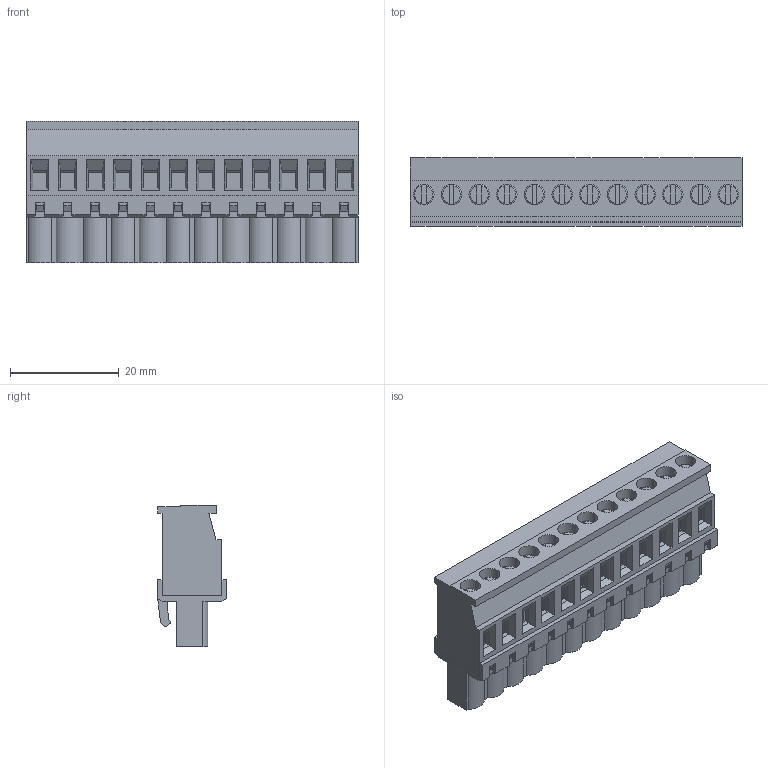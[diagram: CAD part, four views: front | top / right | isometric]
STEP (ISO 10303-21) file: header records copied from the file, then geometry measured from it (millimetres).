
FILE_DESCRIPTION( ( 'Unknown' ), '1' );
FILE_NAME( '691344510012.stp', 'Unknown', ( 'Unknown' ), ( 'Unknown' ), 'PSStep 18.0.17', 'Unknown', ' ' );
FILE_SCHEMA( ( 'AUTOMOTIVE_DESIGN { 1 0 10303 214 1 1 1 1 }' ) );
Length unit declared in the file: millimetre
Products named in the file (6): Assem1; 6913445100xx_CAGE; 6913445100xx; 6913445100xx_VIS; 691344510012; 691344510012_BAS
Assembly tree (38 placements, depth 2):
  Assem1
    6913445100xx_CAGE  x12
    6913445100xx  x12
    6913445100xx_VIS  x12
    691344510012
    691344510012_BAS
Bounding box: 60.96 x 12.6 x 26 mm (x, y, z)
Volume: 9389.3 mm3; surface area: 21453.8 mm2
Topology: 38 solids, 38 shells, 2492 faces, 6892 edges, 4486 vertices
Faces by surface type: plane 1918, cylinder 502, cone 36, torus 36
Full cylindrical faces by diameter (mm): 1.5 x12, 2.2 x24, 2.7 x12, 2.9 x12, 3 x12, 3.75 x12, 3.8 x12
Entity records: 53990 total; most frequent: CARTESIAN_POINT 7646, ORIENTED_EDGE 7500, DIRECTION 6778, EDGE_CURVE 3750, LINE 3510, VECTOR 3510, VERTEX_POINT 2478, AXIS2_PLACEMENT_3D 1634
